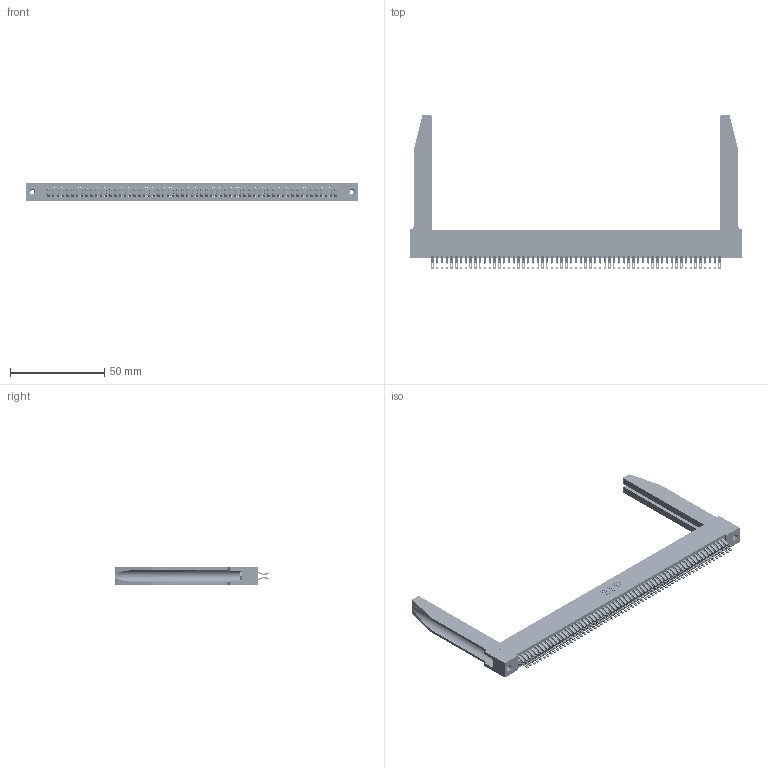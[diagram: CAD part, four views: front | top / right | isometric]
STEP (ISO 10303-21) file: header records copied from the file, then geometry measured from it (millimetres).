
FILE_DESCRIPTION (( 'STEP AP203' ), '1' );
FILE_NAME ('345-122-555-278.STEP', '2019-11-06T14:57:23', ( '' ), ( '' ), 'SwSTEP 2.0', 'SolidWorks 2016', '' );
FILE_SCHEMA (( 'CONFIG_CONTROL_DESIGN' ));
Length unit declared in the file: inch
Products named in the file (5): 345-220-078_345-220-078; 345-122-555-278; 345 Part_Flush Mounting Lugs - 0.156 Dia-TH; 345-250-001_345-250-001-102; 345-292-001_555 Tail
Assembly tree (127 placements, depth 2):
  345-122-555-278
    345 Part_Flush Mounting Lugs - 0.156 Dia-TH
    345-292-001_555 Tail  x122
    345-250-001_345-250-001-102  x2
    345-220-078_345-220-078  x2
Bounding box: 176.17 x 82.09 x 9.4 mm (x, y, z)
Volume: 25414.4 mm3; surface area: 34518 mm2
Topology: 127 solids, 127 shells, 7192 faces, 22543 edges, 15018 vertices
Faces by surface type: plane 4004, cylinder 3136, bspline 36, cone 12, torus 4
Entity records: 50370 total; most frequent: CARTESIAN_POINT 9377, ORIENTED_EDGE 8178, DIRECTION 7207, EDGE_CURVE 4089, VECTOR 3599, LINE 3599, VERTEX_POINT 2720, AXIS2_PLACEMENT_3D 1804
